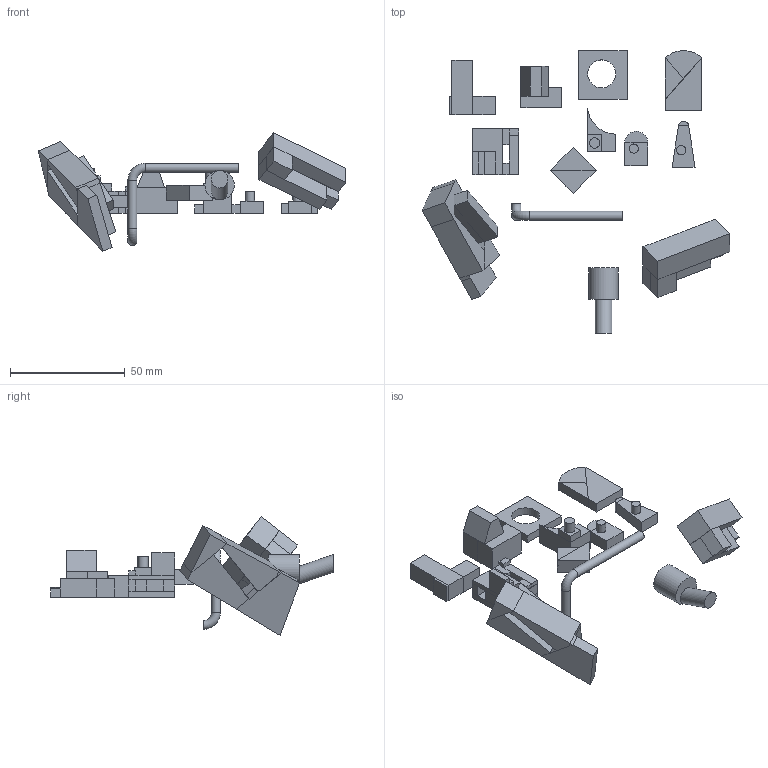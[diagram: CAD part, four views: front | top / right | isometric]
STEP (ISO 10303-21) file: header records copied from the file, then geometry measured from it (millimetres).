
FILE_DESCRIPTION(('Open CASCADE Model'),'2;1');
FILE_NAME('Open CASCADE Shape Model','2022-06-09T14:27:25',('Author'),( 'Open CASCADE'),'Open CASCADE STEP processor 7.5','Open CASCADE 7.5' ,'Unknown');
FILE_SCHEMA(('AUTOMOTIVE_DESIGN { 1 0 10303 214 1 1 1 1 }'));
Length unit declared in the file: millimetre
Products named in the file (26): cylindrical_hole; COMPOUND; step; small_angle_cylinder; T; CylCyl_oblique; Component2; cylindrical_Wedge; Design100; curved; cylindrical_cut_out; Design12; Component1; Cyl_bend
Assembly tree (13 placements, depth 2):
  cylindrical_hole
    COMPOUND
  step
    COMPOUND
  small_angle_cylinder
    COMPOUND
  T
    COMPOUND
  CylCyl_oblique
    COMPOUND
Bounding box: 133.83 x 122.81 x 51.61 mm (x, y, z)
Volume: 38486.2 mm3; surface area: 26666.6 mm2
Topology: 54 solids, 54 shells, 339 faces, 692 edges, 465 vertices
Faces by surface type: plane 321, cylinder 14, torus 4
Full cylindrical faces by diameter (mm): 1.861 x2, 3.954 x2, 4 x2, 4.472 x1, 7.211 x1, 12.166 x1, 12.806 x1
Entity records: 17594 total; most frequent: CARTESIAN_POINT 3546, DIRECTION 2286, LINE 1466, VECTOR 1466, ORIENTED_EDGE 1384, PCURVE 1384, DEFINITIONAL_REPRESENTATION 1384, EDGE_CURVE 692
